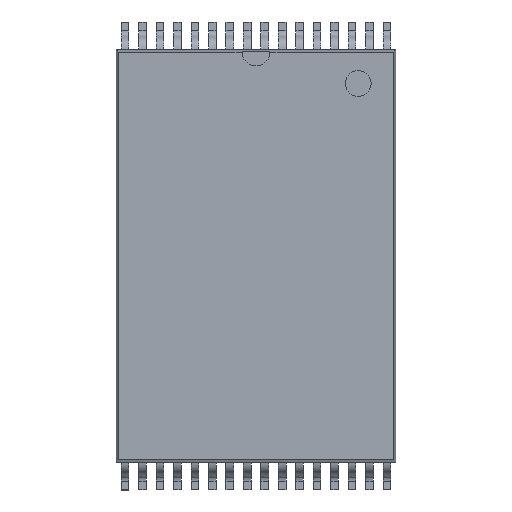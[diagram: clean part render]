
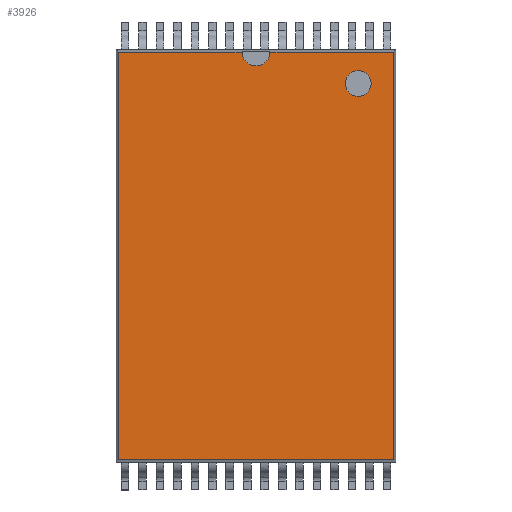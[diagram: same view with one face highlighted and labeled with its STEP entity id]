
A CAD part, top view. The second image highlights one B-rep face of the part: STEP entity #3926.
In plain terms, the highlighted planar face has unit normal (0, 0, 1).
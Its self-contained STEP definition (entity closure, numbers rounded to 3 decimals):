
#233 = FACE_OUTER_BOUND ( 'NONE', #7871, .T. ) ;
#382 = DIRECTION ( 'NONE',  ( 1., 0., 0. ) ) ;
#544 = CARTESIAN_POINT ( 'NONE',  ( 4., -5.839, 1.2 ) ) ;
#613 = CARTESIAN_POINT ( 'NONE',  ( 3.939, 5.839, 1.2 ) ) ;
#1292 = EDGE_LOOP ( 'NONE', ( #5936, #6759 ) ) ;
#1357 = VERTEX_POINT ( 'NONE', #3994 ) ;
#1396 = CIRCLE ( 'NONE', #5099, 0.4 ) ;
#1407 = CARTESIAN_POINT ( 'NONE',  ( -4., 5.839, 1.2 ) ) ;
#1429 = ORIENTED_EDGE ( 'NONE', *, *, #6758, .T. ) ;
#1547 = VECTOR ( 'NONE', #8449, 1000. ) ;
#1970 = DIRECTION ( 'NONE',  ( 0., 0., 1. ) ) ;
#2151 = DIRECTION ( 'NONE',  ( 0., 0., 1. ) ) ;
#2155 = VERTEX_POINT ( 'NONE', #8693 ) ;
#2245 = DIRECTION ( 'NONE',  ( 1., 0., 0. ) ) ;
#2291 = CARTESIAN_POINT ( 'NONE',  ( 0., 5.839, 1.2 ) ) ;
#2304 = CARTESIAN_POINT ( 'NONE',  ( 0.4, 5.839, 1.2 ) ) ;
#2462 = EDGE_CURVE ( 'NONE', #1357, #2155, #9414, .T. ) ;
#2495 = VECTOR ( 'NONE', #4724, 1000. ) ;
#3021 = VERTEX_POINT ( 'NONE', #7404 ) ;
#3284 = LINE ( 'NONE', #9192, #2495 ) ;
#3324 = CARTESIAN_POINT ( 'NONE',  ( -0.4, 5.839, 1.2 ) ) ;
#3379 = ORIENTED_EDGE ( 'NONE', *, *, #3974, .T. ) ;
#3697 = AXIS2_PLACEMENT_3D ( 'NONE', #6080, #6228, #382 ) ;
#3801 = ORIENTED_EDGE ( 'NONE', *, *, #8706, .T. ) ;
#3857 = ORIENTED_EDGE ( 'NONE', *, *, #6087, .F. ) ;
#3926 = ADVANCED_FACE ( 'NONE', ( #233, #8498 ), #5454, .T. ) ;
#3974 = EDGE_CURVE ( 'NONE', #4260, #8786, #3284, .T. ) ;
#3994 = CARTESIAN_POINT ( 'NONE',  ( 3.296, 4.937, 1.2 ) ) ;
#4055 = AXIS2_PLACEMENT_3D ( 'NONE', #5615, #2151, #4997 ) ;
#4260 = VERTEX_POINT ( 'NONE', #613 ) ;
#4408 = ORIENTED_EDGE ( 'NONE', *, *, #7306, .T. ) ;
#4495 = DIRECTION ( 'NONE',  ( 0., 0., 1. ) ) ;
#4653 = DIRECTION ( 'NONE',  ( 0., 1., 0. ) ) ;
#4659 = VECTOR ( 'NONE', #7941, 1000. ) ;
#4724 = DIRECTION ( 'NONE',  ( -1., 0., 0. ) ) ;
#4903 = DIRECTION ( 'NONE',  ( 1., 0., 0. ) ) ;
#4972 = CARTESIAN_POINT ( 'NONE',  ( -3.939, -5.9, 1.2 ) ) ;
#4997 = DIRECTION ( 'NONE',  ( 1., 0., 0. ) ) ;
#5099 = AXIS2_PLACEMENT_3D ( 'NONE', #2291, #4495, #2245 ) ;
#5223 = EDGE_CURVE ( 'NONE', #6528, #3021, #5500, .T. ) ;
#5309 = ORIENTED_EDGE ( 'NONE', *, *, #5223, .T. ) ;
#5454 = PLANE ( 'NONE',  #3697 ) ;
#5500 = LINE ( 'NONE', #4972, #1547 ) ;
#5615 = CARTESIAN_POINT ( 'NONE',  ( 2.925, 4.937, 1.2 ) ) ;
#5936 = ORIENTED_EDGE ( 'NONE', *, *, #2462, .F. ) ;
#6080 = CARTESIAN_POINT ( 'NONE',  ( -4., -5.9, 1.2 ) ) ;
#6087 = EDGE_CURVE ( 'NONE', #6621, #8786, #1396, .T. ) ;
#6104 = LINE ( 'NONE', #7555, #8974 ) ;
#6228 = DIRECTION ( 'NONE',  ( 0., 0., 1. ) ) ;
#6528 = VERTEX_POINT ( 'NONE', #6805 ) ;
#6621 = VERTEX_POINT ( 'NONE', #3324 ) ;
#6702 = CARTESIAN_POINT ( 'NONE',  ( 3.939, -5.839, 1.2 ) ) ;
#6758 = EDGE_CURVE ( 'NONE', #8559, #4260, #6104, .T. ) ;
#6759 = ORIENTED_EDGE ( 'NONE', *, *, #8705, .F. ) ;
#6805 = CARTESIAN_POINT ( 'NONE',  ( -3.939, 5.839, 1.2 ) ) ;
#7306 = EDGE_CURVE ( 'NONE', #6621, #6528, #7335, .T. ) ;
#7335 = LINE ( 'NONE', #1407, #8046 ) ;
#7383 = DIRECTION ( 'NONE',  ( -1., 0., 0. ) ) ;
#7404 = CARTESIAN_POINT ( 'NONE',  ( -3.939, -5.839, 1.2 ) ) ;
#7555 = CARTESIAN_POINT ( 'NONE',  ( 3.939, 5.9, 1.2 ) ) ;
#7750 = CIRCLE ( 'NONE', #4055, 0.37 ) ;
#7871 = EDGE_LOOP ( 'NONE', ( #3857, #4408, #5309, #3801, #1429, #3379 ) ) ;
#7941 = DIRECTION ( 'NONE',  ( 1., 0., 0. ) ) ;
#8046 = VECTOR ( 'NONE', #7383, 1000. ) ;
#8322 = AXIS2_PLACEMENT_3D ( 'NONE', #9367, #1970, #4903 ) ;
#8449 = DIRECTION ( 'NONE',  ( 0., -1., 0. ) ) ;
#8498 = FACE_BOUND ( 'NONE', #1292, .T. ) ;
#8559 = VERTEX_POINT ( 'NONE', #6702 ) ;
#8693 = CARTESIAN_POINT ( 'NONE',  ( 2.555, 4.937, 1.2 ) ) ;
#8705 = EDGE_CURVE ( 'NONE', #2155, #1357, #7750, .T. ) ;
#8706 = EDGE_CURVE ( 'NONE', #3021, #8559, #9312, .T. ) ;
#8786 = VERTEX_POINT ( 'NONE', #2304 ) ;
#8974 = VECTOR ( 'NONE', #4653, 1000. ) ;
#9192 = CARTESIAN_POINT ( 'NONE',  ( -4., 5.839, 1.2 ) ) ;
#9312 = LINE ( 'NONE', #544, #4659 ) ;
#9367 = CARTESIAN_POINT ( 'NONE',  ( 2.925, 4.937, 1.2 ) ) ;
#9414 = CIRCLE ( 'NONE', #8322, 0.37 ) ;
